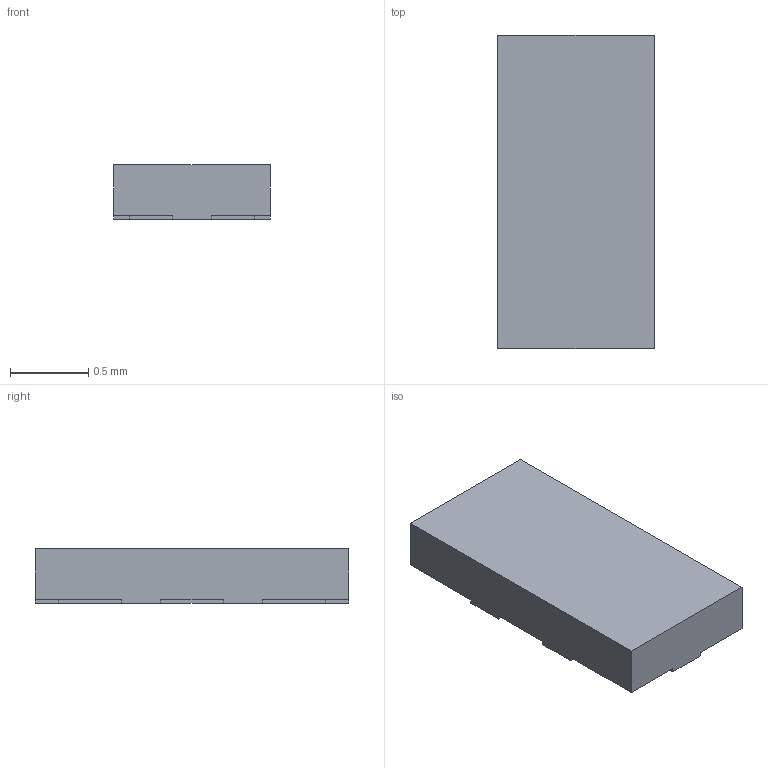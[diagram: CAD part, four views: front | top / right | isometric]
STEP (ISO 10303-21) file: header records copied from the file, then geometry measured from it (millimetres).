
FILE_DESCRIPTION(/* description */ (''),/* implementation_level */ '2;1');
FILE_NAME(/* name */ 'TSL2585.step',/* time_stamp */ '2023-05-22T13:43:27-07:00',/* author */ (''),/* organization */ (''),/* preprocessor_version */ 'ST-DEVELOPER v19.2',/* originating_system */ 'Autodesk Translation Framework v12.4.0.73',/* authorisation */ '');
FILE_SCHEMA (('AUTOMOTIVE_DESIGN { 1 0 10303 214 3 1 1 }'));
Length unit declared in the file: millimetre
Products named in the file (3): TSL2585; Body; Pads
Assembly tree (2 placements, depth 2):
  TSL2585
    Body
    Pads
Bounding box: 1 x 2 x 0.35 mm (x, y, z)
Volume: 0.7 mm3; surface area: 7.7 mm2
Topology: 7 solids, 7 shells, 64 faces, 150 edges, 100 vertices
Faces by surface type: plane 64
Entity records: 1881 total; most frequent: CARTESIAN_POINT 319, ORIENTED_EDGE 300, DIRECTION 288, LINE 150, VECTOR 150, EDGE_CURVE 150, VERTEX_POINT 100, AXIS2_PLACEMENT_3D 69
